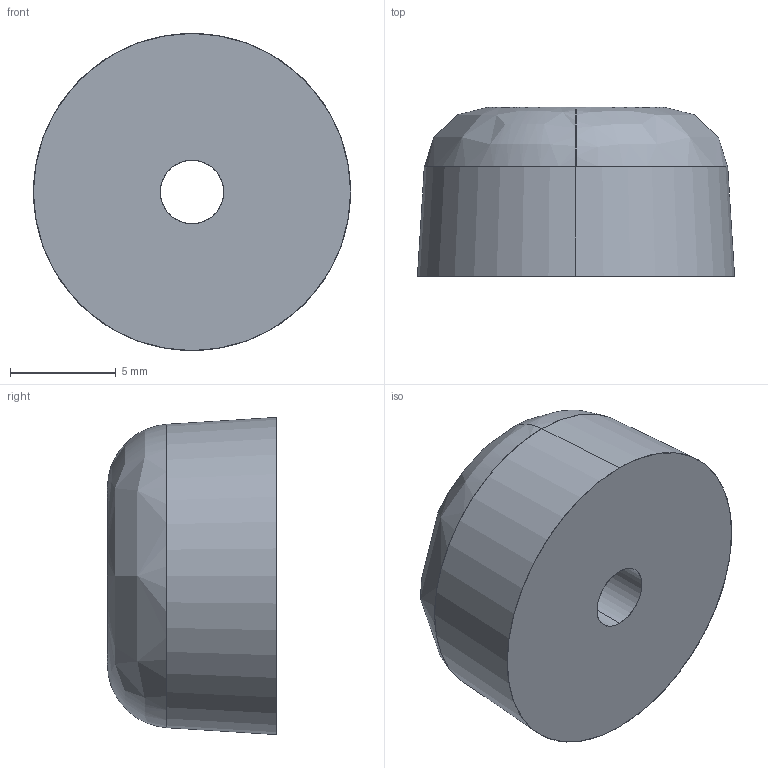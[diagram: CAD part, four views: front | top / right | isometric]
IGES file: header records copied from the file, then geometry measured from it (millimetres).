
Start section: SolidWorks IGES file using analytic representation for surfaces
Global section: file name: C-30-RK-15_.IGS; native system: SolidWorks 2007; preprocessor: SolidWorks 2007; author: 8sw; date: 081105.134703; units: millimetre
Bounding box: 15 x 8 x 15 mm (x, y, z)
Surface area: 831.7 mm2 (no closed solid volume)
Topology: 0 solids, 0 shells, 14 faces, 296 edges, 296 vertices
Faces by surface type: revolution 8, bspline 6
